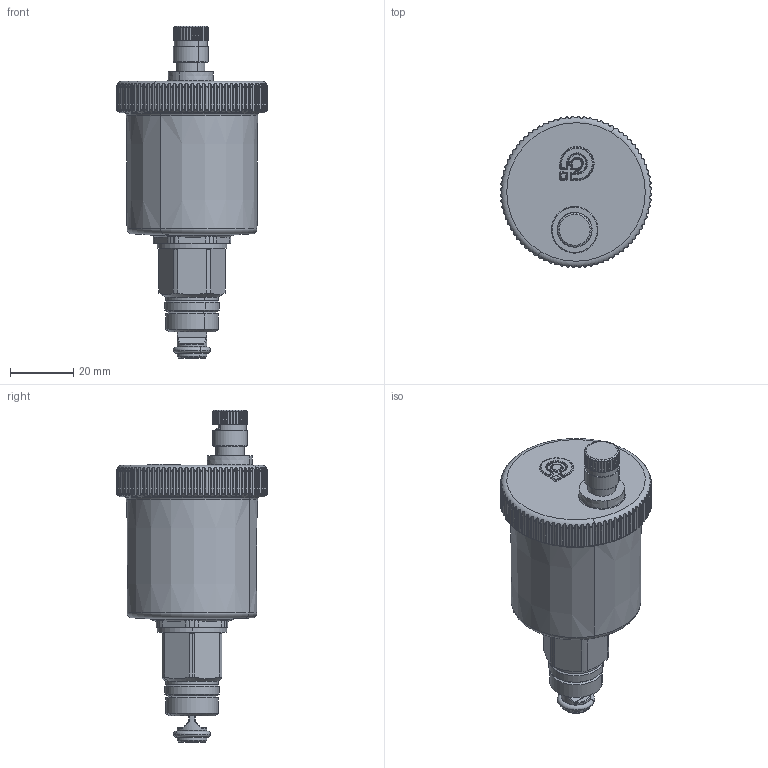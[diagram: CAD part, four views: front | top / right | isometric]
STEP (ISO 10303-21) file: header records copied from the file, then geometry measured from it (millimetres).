
FILE_DESCRIPTION(('CATIA V5 STEP Exchange'),'2;1');
FILE_NAME('STEP_502131_-_TST.stp','2018-09-10T08:17:19+00:00',('none'),('none'),'CATIA Version 5-6 Release 2016 SP4','CATIA V5 STEP AP203','none');
FILE_SCHEMA(('CONFIG_CONTROL_DESIGN'));
Length unit declared in the file: millimetre
Products named in the file (1): 502131 - TST
Bounding box: 47.87 x 47.87 x 105.2 mm (x, y, z)
Volume: 80358.9 mm3; surface area: 13665.8 mm2
Topology: 2 solids, 3 shells, 739 faces, 2079 edges, 1348 vertices
Faces by surface type: cylinder 317, plane 289, cone 45, bspline 41, torus 38, sphere 9
Entity records: 28921 total; most frequent: CARTESIAN_POINT 12382, ORIENTED_EDGE 4128, DIRECTION 2292, EDGE_CURVE 2064, VERTEX_POINT 1348, AXIS2_PLACEMENT_3D 966, B_SPLINE_CURVE_WITH_KNOTS 960, EDGE_LOOP 760
